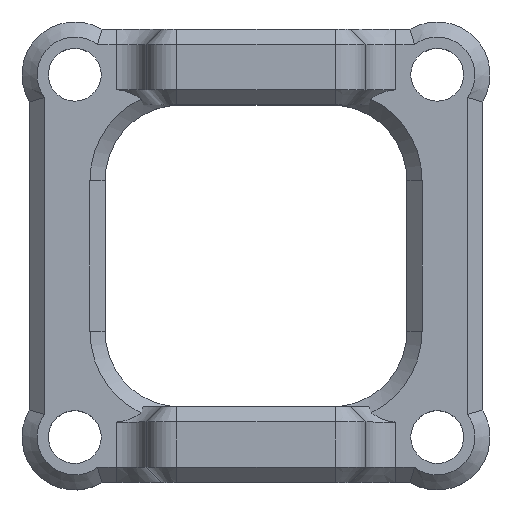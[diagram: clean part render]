
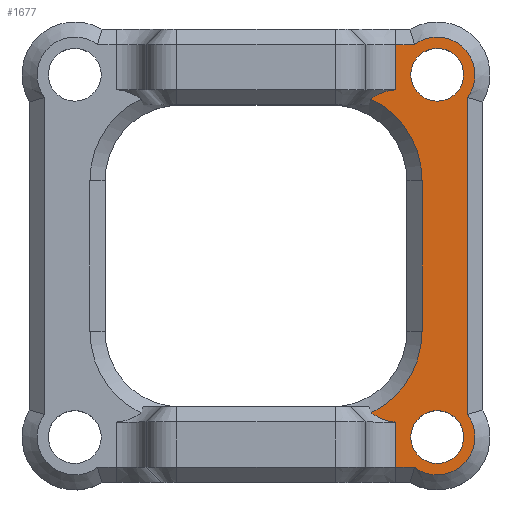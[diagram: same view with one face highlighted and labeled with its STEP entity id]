
A CAD part, top view. The second image highlights one B-rep face of the part: STEP entity #1677.
In plain terms, the highlighted planar face has unit normal (0, 0, 1).
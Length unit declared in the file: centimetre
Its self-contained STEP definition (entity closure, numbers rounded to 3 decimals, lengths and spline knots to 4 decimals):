
#133=PLANE('',#1778);
#177=VECTOR('',#2529,1.);
#178=VECTOR('',#2541,1.);
#179=VECTOR('',#2542,1.);
#180=VECTOR('',#2545,1.);
#181=VECTOR('',#2548,1.);
#182=VECTOR('',#2549,1.);
#321=LINE('',#1974,#177);
#322=LINE('',#2005,#178);
#323=LINE('',#2007,#179);
#324=LINE('',#2011,#180);
#325=LINE('',#2015,#181);
#326=LINE('',#2017,#182);
#462=CIRCLE('',#1772,0.6);
#465=CIRCLE('',#1777,0.6);
#466=CIRCLE('',#1779,0.175);
#467=CIRCLE('',#1780,0.175);
#468=CIRCLE('',#1781,0.25);
#469=CIRCLE('',#1782,0.25);
#556=VERTEX_POINT('',#1963);
#557=VERTEX_POINT('',#1965);
#559=VERTEX_POINT('',#1971);
#563=VERTEX_POINT('',#1983);
#564=VERTEX_POINT('',#1998);
#565=VERTEX_POINT('',#2000);
#566=VERTEX_POINT('',#2004);
#567=VERTEX_POINT('',#2006);
#568=VERTEX_POINT('',#2008);
#569=VERTEX_POINT('',#2010);
#570=VERTEX_POINT('',#2012);
#571=VERTEX_POINT('',#2014);
#572=VERTEX_POINT('',#2016);
#573=VERTEX_POINT('',#2018);
#708=(
BOUNDED_CURVE()
B_SPLINE_CURVE(2,(#2001,#2002,#2003),.UNSPECIFIED.,.F.,.U.)
B_SPLINE_CURVE_WITH_KNOTS((3,3),(0.,1.0954),.UNSPECIFIED.)
CURVE()
GEOMETRIC_REPRESENTATION_ITEM()
RATIONAL_B_SPLINE_CURVE((1.,2.5,1.))
REPRESENTATION_ITEM('')
);
#709=(
BOUNDED_CURVE()
B_SPLINE_CURVE(2,(#2019,#2020,#2021),.UNSPECIFIED.,.F.,.U.)
B_SPLINE_CURVE_WITH_KNOTS((3,3),(0.,1.0954),.UNSPECIFIED.)
CURVE()
GEOMETRIC_REPRESENTATION_ITEM()
RATIONAL_B_SPLINE_CURVE((1.,2.5,1.))
REPRESENTATION_ITEM('')
);
#716=EDGE_CURVE('',#556,#557,#462,.T.);
#721=EDGE_CURVE('',#557,#559,#321,.T.);
#724=EDGE_CURVE('',#559,#563,#465,.T.);
#726=EDGE_CURVE('',#564,#564,#466,.T.);
#727=EDGE_CURVE('',#565,#565,#467,.T.);
#728=EDGE_CURVE('',#566,#556,#708,.F.);
#729=EDGE_CURVE('',#567,#566,#322,.T.);
#730=EDGE_CURVE('',#568,#567,#323,.T.);
#731=EDGE_CURVE('',#569,#568,#468,.T.);
#732=EDGE_CURVE('',#570,#569,#324,.T.);
#733=EDGE_CURVE('',#571,#570,#469,.T.);
#734=EDGE_CURVE('',#572,#571,#325,.T.);
#735=EDGE_CURVE('',#573,#572,#326,.T.);
#736=EDGE_CURVE('',#563,#573,#709,.F.);
#972=ORIENTED_EDGE('',*,*,#726,.T.);
#973=ORIENTED_EDGE('',*,*,#727,.T.);
#974=ORIENTED_EDGE('',*,*,#724,.F.);
#975=ORIENTED_EDGE('',*,*,#721,.F.);
#976=ORIENTED_EDGE('',*,*,#716,.F.);
#977=ORIENTED_EDGE('',*,*,#728,.F.);
#978=ORIENTED_EDGE('',*,*,#729,.F.);
#979=ORIENTED_EDGE('',*,*,#730,.F.);
#980=ORIENTED_EDGE('',*,*,#731,.F.);
#981=ORIENTED_EDGE('',*,*,#732,.F.);
#982=ORIENTED_EDGE('',*,*,#733,.F.);
#983=ORIENTED_EDGE('',*,*,#734,.F.);
#984=ORIENTED_EDGE('',*,*,#735,.F.);
#985=ORIENTED_EDGE('',*,*,#736,.F.);
#1449=EDGE_LOOP('',(#972));
#1450=EDGE_LOOP('',(#973));
#1451=EDGE_LOOP('',(#974,#975,#976,#977,#978,#979,#980,#981,#982,#983,#984,
#985));
#1563=FACE_BOUND('',#1449,.T.);
#1564=FACE_BOUND('',#1450,.T.);
#1565=FACE_BOUND('',#1451,.T.);
#1677=ADVANCED_FACE('',(#1563,#1564,#1565),#133,.T.);
#1772=AXIS2_PLACEMENT_3D('',#1964,#2521,#2522);
#1777=AXIS2_PLACEMENT_3D('',#1982,#2534,#2535);
#1778=AXIS2_PLACEMENT_3D('',#1996,#2536,$);
#1779=AXIS2_PLACEMENT_3D('',#1997,#2537,#2538);
#1780=AXIS2_PLACEMENT_3D('',#1999,#2539,#2540);
#1781=AXIS2_PLACEMENT_3D('',#2009,#2543,#2544);
#1782=AXIS2_PLACEMENT_3D('',#2013,#2546,#2547);
#1963=CARTESIAN_POINT('',(0.76,-1.0407,0.35));
#1964=CARTESIAN_POINT('',(0.5,-0.5,0.35));
#1965=CARTESIAN_POINT('',(1.1,-0.5,0.35));
#1971=CARTESIAN_POINT('',(1.1,0.5,0.35));
#1974=CARTESIAN_POINT('',(1.1,0.,0.35));
#1982=CARTESIAN_POINT('',(0.5,0.5,0.35));
#1983=CARTESIAN_POINT('',(0.76,1.0407,0.35));
#1996=CARTESIAN_POINT('',(0.,0.,
0.35));
#1997=CARTESIAN_POINT('',(1.2,-1.2,0.35));
#1998=CARTESIAN_POINT('',(1.375,-1.2,0.35));
#1999=CARTESIAN_POINT('',(1.2,1.2,0.35));
#2000=CARTESIAN_POINT('',(1.2,1.375,0.35));
#2001=CARTESIAN_POINT('',(0.4667,-0.8,0.35));
#2002=CARTESIAN_POINT('',(0.925,-1.22,0.35));
#2003=CARTESIAN_POINT('',(1.3833,-0.8,0.35));
#2004=CARTESIAN_POINT('',(0.925,-1.1,0.35));
#2005=CARTESIAN_POINT('',(0.925,-0.625,0.35));
#2006=CARTESIAN_POINT('',(0.925,-1.4,0.35));
#2007=CARTESIAN_POINT('',(0.,-1.4,0.35));
#2008=CARTESIAN_POINT('',(1.05,-1.4,0.35));
#2009=CARTESIAN_POINT('',(1.2,-1.2,0.35));
#2010=CARTESIAN_POINT('',(1.4,-1.05,0.35));
#2011=CARTESIAN_POINT('',(1.4,0.,0.35));
#2012=CARTESIAN_POINT('',(1.4,1.05,0.35));
#2013=CARTESIAN_POINT('',(1.2,1.2,0.35));
#2014=CARTESIAN_POINT('',(1.05,1.4,0.35));
#2015=CARTESIAN_POINT('',(0.,1.4,0.35));
#2016=CARTESIAN_POINT('',(0.925,1.4,0.35));
#2017=CARTESIAN_POINT('',(0.925,0.625,0.35));
#2018=CARTESIAN_POINT('',(0.925,1.1,0.35));
#2019=CARTESIAN_POINT('',(1.3833,0.8,0.35));
#2020=CARTESIAN_POINT('',(0.925,1.22,0.35));
#2021=CARTESIAN_POINT('',(0.4667,0.8,0.35));
#2521=DIRECTION('',(0.,0.,1.));
#2522=DIRECTION('',(0.424,-0.424,0.));
#2529=DIRECTION('',(0.,1.,0.));
#2534=DIRECTION('',(0.,0.,1.));
#2535=DIRECTION('',(0.424,0.424,0.));
#2536=DIRECTION('',(0.,0.,1.));
#2537=DIRECTION('',(0.,0.,-1.));
#2538=DIRECTION('',(-0.175,0.,0.));
#2539=DIRECTION('',(0.,0.,-1.));
#2540=DIRECTION('',(0.,-0.175,0.));
#2541=DIRECTION('',(0.,1.,0.));
#2542=DIRECTION('',(-1.,0.,0.));
#2543=DIRECTION('',(0.,0.,-1.));
#2544=DIRECTION('',(0.177,-0.177,0.));
#2545=DIRECTION('',(0.,-1.,0.));
#2546=DIRECTION('',(0.,0.,-1.));
#2547=DIRECTION('',(0.177,0.177,0.));
#2548=DIRECTION('',(1.,0.,0.));
#2549=DIRECTION('',(0.,1.,0.));
